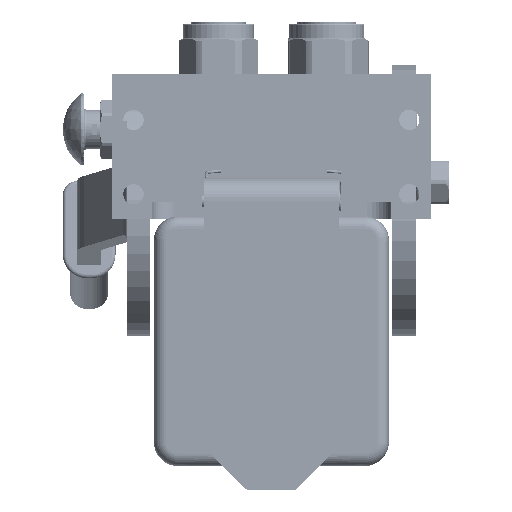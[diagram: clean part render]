
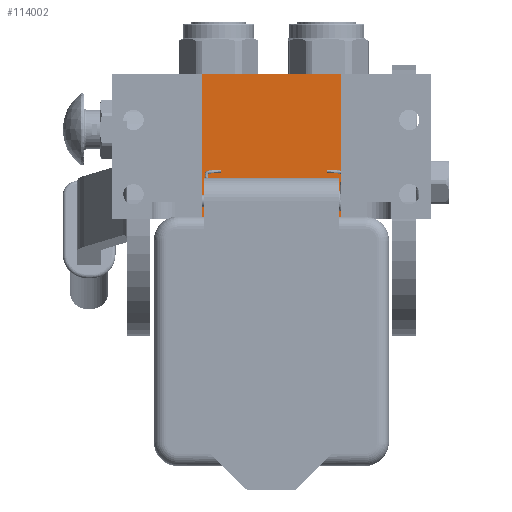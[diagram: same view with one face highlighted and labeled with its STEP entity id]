
A CAD part, left-side view. The second image highlights one B-rep face of the part: STEP entity #114002.
In plain terms, the highlighted face is planar.
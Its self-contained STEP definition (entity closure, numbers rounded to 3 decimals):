
#298 = VECTOR ( 'NONE', #66197, 1000. ) ;
#3397 = DIRECTION ( 'NONE',  ( 0., 1., 0. ) ) ;
#3729 = VERTEX_POINT ( 'NONE', #56415 ) ;
#9201 = CARTESIAN_POINT ( 'NONE',  ( 29., 0., -107.5 ) ) ;
#9800 = VERTEX_POINT ( 'NONE', #101553 ) ;
#10045 = DIRECTION ( 'NONE',  ( 0., 1., 0. ) ) ;
#11415 = LINE ( 'NONE', #54155, #95030 ) ;
#15191 = PLANE ( 'NONE',  #31815 ) ;
#15406 = ORIENTED_EDGE ( 'NONE', *, *, #123454, .T. ) ;
#16767 = EDGE_CURVE ( 'NONE', #3729, #17340, #56620, .T. ) ;
#17340 = VERTEX_POINT ( 'NONE', #55947 ) ;
#18680 = ORIENTED_EDGE ( 'NONE', *, *, #100148, .F. ) ;
#19862 = EDGE_LOOP ( 'NONE', ( #15406, #18680, #59337, #59429 ) ) ;
#31382 = LINE ( 'NONE', #82438, #96674 ) ;
#31815 = AXIS2_PLACEMENT_3D ( 'NONE', #93372, #73363, #35623 ) ;
#32256 = EDGE_CURVE ( 'NONE', #3729, #40075, #41735, .T. ) ;
#35623 = DIRECTION ( 'NONE',  ( -1., 0., 0. ) ) ;
#40075 = VERTEX_POINT ( 'NONE', #113326 ) ;
#41735 = LINE ( 'NONE', #9201, #120709 ) ;
#54155 = CARTESIAN_POINT ( 'NONE',  ( 29., 60.2, -107.5 ) ) ;
#55947 = CARTESIAN_POINT ( 'NONE',  ( -29., 0., -107.5 ) ) ;
#56415 = CARTESIAN_POINT ( 'NONE',  ( 29., 0., -107.5 ) ) ;
#56620 = LINE ( 'NONE', #84941, #298 ) ;
#59337 = ORIENTED_EDGE ( 'NONE', *, *, #32256, .F. ) ;
#59429 = ORIENTED_EDGE ( 'NONE', *, *, #16767, .T. ) ;
#66197 = DIRECTION ( 'NONE',  ( -1., 0., 0. ) ) ;
#73363 = DIRECTION ( 'NONE',  ( 0., 0., -1. ) ) ;
#82145 = DIRECTION ( 'NONE',  ( -1., 0., 0. ) ) ;
#82438 = CARTESIAN_POINT ( 'NONE',  ( -29., 0., -107.5 ) ) ;
#84941 = CARTESIAN_POINT ( 'NONE',  ( 29., 0., -107.5 ) ) ;
#93372 = CARTESIAN_POINT ( 'NONE',  ( 29., 0., -107.5 ) ) ;
#95030 = VECTOR ( 'NONE', #82145, 1000. ) ;
#95091 = FACE_OUTER_BOUND ( 'NONE', #19862, .T. ) ;
#96674 = VECTOR ( 'NONE', #3397, 1000. ) ;
#100148 = EDGE_CURVE ( 'NONE', #40075, #9800, #11415, .T. ) ;
#101553 = CARTESIAN_POINT ( 'NONE',  ( -29., 60.2, -107.5 ) ) ;
#113326 = CARTESIAN_POINT ( 'NONE',  ( 29., 60.2, -107.5 ) ) ;
#114002 = ADVANCED_FACE ( 'NONE', ( #95091 ), #15191, .T. ) ;
#120709 = VECTOR ( 'NONE', #10045, 1000. ) ;
#123454 = EDGE_CURVE ( 'NONE', #17340, #9800, #31382, .T. ) ;
